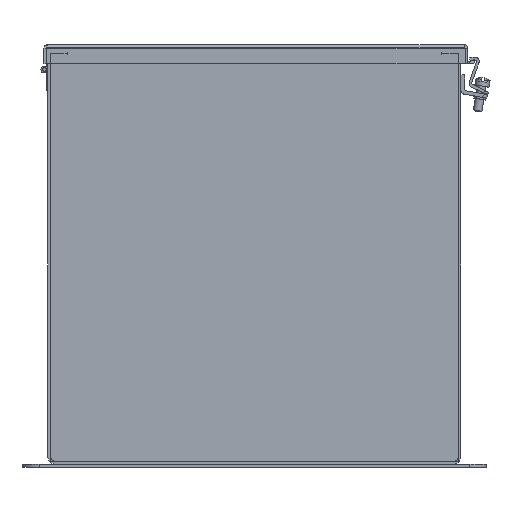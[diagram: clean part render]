
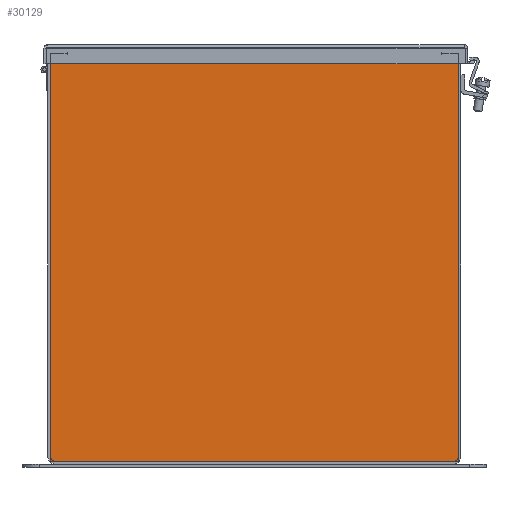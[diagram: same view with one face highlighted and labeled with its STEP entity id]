
A CAD part, left-side view. The second image highlights one B-rep face of the part: STEP entity #30129.
In plain terms, the highlighted planar face has unit normal (-1, 0, 0).
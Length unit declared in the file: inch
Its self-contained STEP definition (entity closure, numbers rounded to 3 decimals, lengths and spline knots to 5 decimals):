
#631 = ORIENTED_EDGE ( 'NONE', *, *, #36962, .T. ) ;
#760 = ORIENTED_EDGE ( 'NONE', *, *, #7501, .F. ) ;
#1017 = EDGE_LOOP ( 'NONE', ( #631, #13705, #13999, #8203, #7077, #44032, #4736, #23807, #760, #8941, #9237, #38691 ) ) ;
#1148 = VERTEX_POINT ( 'NONE', #2337 ) ;
#1437 = VERTEX_POINT ( 'NONE', #24430 ) ;
#1614 = EDGE_CURVE ( 'NONE', #1148, #14507, #33274, .T. ) ;
#1695 = DIRECTION ( 'NONE',  ( 0., 0., -1. ) ) ;
#2111 = CARTESIAN_POINT ( 'NONE',  ( -1.70918, 10.67475, 3.89604 ) ) ;
#2337 = CARTESIAN_POINT ( 'NONE',  ( -1.70918, -0.69125, 9.79059 ) ) ;
#2929 = CARTESIAN_POINT ( 'NONE',  ( -1.70918, 10.18875, 9.79059 ) ) ;
#2938 = CARTESIAN_POINT ( 'NONE',  ( -1.70918, -0.69145, 9.82204 ) ) ;
#3700 = CARTESIAN_POINT ( 'NONE',  ( -1.70918, 4.74875, 9.79079 ) ) ;
#3702 = LINE ( 'NONE', #7067, #20912 ) ;
#3979 = DIRECTION ( 'NONE',  ( 0., 1., 0. ) ) ;
#4140 = PLANE ( 'NONE',  #30650 ) ;
#4736 = ORIENTED_EDGE ( 'NONE', *, *, #29322, .F. ) ;
#6181 = EDGE_CURVE ( 'NONE', #1437, #36430, #46063, .T. ) ;
#6833 = LINE ( 'NONE', #2938, #10972 ) ;
#7067 = CARTESIAN_POINT ( 'NONE',  ( -1.70918, -0.69145, 9.79059 ) ) ;
#7077 = ORIENTED_EDGE ( 'NONE', *, *, #18678, .T. ) ;
#7088 = LINE ( 'NONE', #22997, #38304 ) ;
#7472 = VERTEX_POINT ( 'NONE', #2929 ) ;
#7501 = EDGE_CURVE ( 'NONE', #36430, #28004, #7088, .T. ) ;
#8048 = FACE_OUTER_BOUND ( 'NONE', #1017, .T. ) ;
#8203 = ORIENTED_EDGE ( 'NONE', *, *, #39210, .T. ) ;
#8470 = VERTEX_POINT ( 'NONE', #14077 ) ;
#8627 = VERTEX_POINT ( 'NONE', #24271 ) ;
#8941 = ORIENTED_EDGE ( 'NONE', *, *, #6181, .F. ) ;
#9150 = VERTEX_POINT ( 'NONE', #23844 ) ;
#9237 = ORIENTED_EDGE ( 'NONE', *, *, #34684, .F. ) ;
#10972 = VECTOR ( 'NONE', #18845, 39.37008 ) ;
#13607 = VECTOR ( 'NONE', #14328, 39.37008 ) ;
#13705 = ORIENTED_EDGE ( 'NONE', *, *, #1614, .T. ) ;
#13999 = ORIENTED_EDGE ( 'NONE', *, *, #50170, .F. ) ;
#14044 = LINE ( 'NONE', #2111, #18109 ) ;
#14077 = CARTESIAN_POINT ( 'NONE',  ( -1.70918, -0.69145, 9.79059 ) ) ;
#14328 = DIRECTION ( 'NONE',  ( 0., -1., 0. ) ) ;
#14507 = VERTEX_POINT ( 'NONE', #27162 ) ;
#14604 = LINE ( 'NONE', #31055, #41087 ) ;
#14614 = LINE ( 'NONE', #51194, #13607 ) ;
#15261 = VECTOR ( 'NONE', #39762, 39.37008 ) ;
#15694 = LINE ( 'NONE', #23829, #15261 ) ;
#17578 = CARTESIAN_POINT ( 'NONE',  ( -1.70918, -0.69125, 9.79059 ) ) ;
#18100 = CARTESIAN_POINT ( 'NONE',  ( -1.70918, -1.17725, 3.89604 ) ) ;
#18109 = VECTOR ( 'NONE', #22401, 39.37008 ) ;
#18678 = EDGE_CURVE ( 'NONE', #7472, #49144, #14604, .T. ) ;
#18845 = DIRECTION ( 'NONE',  ( 0., 0., -1. ) ) ;
#19726 = CARTESIAN_POINT ( 'NONE',  ( -1.70918, 10.67475, -2.02996 ) ) ;
#20912 = VECTOR ( 'NONE', #47816, 39.37008 ) ;
#21667 = VECTOR ( 'NONE', #23211, 39.37008 ) ;
#22401 = DIRECTION ( 'NONE',  ( 0., 0., 1. ) ) ;
#22997 = CARTESIAN_POINT ( 'NONE',  ( -1.70918, 4.74875, -2.02996 ) ) ;
#23131 = EDGE_CURVE ( 'NONE', #9150, #8470, #6833, .T. ) ;
#23211 = DIRECTION ( 'NONE',  ( 0., 0., 1. ) ) ;
#23277 = CARTESIAN_POINT ( 'NONE',  ( -1.70918, 10.18875, 9.79079 ) ) ;
#23807 = ORIENTED_EDGE ( 'NONE', *, *, #30646, .F. ) ;
#23829 = CARTESIAN_POINT ( 'NONE',  ( -1.70918, 10.18875, 9.82204 ) ) ;
#23844 = CARTESIAN_POINT ( 'NONE',  ( -1.70918, -0.69145, 9.82204 ) ) ;
#24271 = CARTESIAN_POINT ( 'NONE',  ( -1.70918, 10.67475, 9.82204 ) ) ;
#24430 = CARTESIAN_POINT ( 'NONE',  ( -1.70918, -1.17725, 9.82204 ) ) ;
#24537 = CARTESIAN_POINT ( 'NONE',  ( -1.70918, 4.74875, 9.82204 ) ) ;
#26264 = EDGE_CURVE ( 'NONE', #49144, #26423, #27159, .T. ) ;
#26423 = VERTEX_POINT ( 'NONE', #49067 ) ;
#27159 = LINE ( 'NONE', #43344, #21667 ) ;
#27162 = CARTESIAN_POINT ( 'NONE',  ( -1.70918, -0.69125, 9.79079 ) ) ;
#28004 = VERTEX_POINT ( 'NONE', #19726 ) ;
#28689 = DIRECTION ( 'NONE',  ( 0., 1., 0. ) ) ;
#29095 = VERTEX_POINT ( 'NONE', #23277 ) ;
#29322 = EDGE_CURVE ( 'NONE', #8627, #26423, #35515, .T. ) ;
#30129 = ADVANCED_FACE ( 'NONE', ( #8048 ), #4140, .F. ) ;
#30646 = EDGE_CURVE ( 'NONE', #28004, #8627, #14044, .T. ) ;
#30650 = AXIS2_PLACEMENT_3D ( 'NONE', #45590, #41421, #28689 ) ;
#30791 = DIRECTION ( 'NONE',  ( 0., 1., 0. ) ) ;
#31055 = CARTESIAN_POINT ( 'NONE',  ( -1.70918, 10.18875, 9.79059 ) ) ;
#31355 = DIRECTION ( 'NONE',  ( 0., -1., 0. ) ) ;
#32557 = VECTOR ( 'NONE', #49208, 39.37008 ) ;
#33274 = LINE ( 'NONE', #17578, #32557 ) ;
#34684 = EDGE_CURVE ( 'NONE', #9150, #1437, #14614, .T. ) ;
#35515 = LINE ( 'NONE', #24537, #45409 ) ;
#36430 = VERTEX_POINT ( 'NONE', #51080 ) ;
#36962 = EDGE_CURVE ( 'NONE', #8470, #1148, #3702, .T. ) ;
#38304 = VECTOR ( 'NONE', #3979, 39.37008 ) ;
#38682 = LINE ( 'NONE', #3700, #47865 ) ;
#38691 = ORIENTED_EDGE ( 'NONE', *, *, #23131, .T. ) ;
#39158 = VECTOR ( 'NONE', #1695, 39.37008 ) ;
#39210 = EDGE_CURVE ( 'NONE', #29095, #7472, #15694, .T. ) ;
#39437 = DIRECTION ( 'NONE',  ( 0., -1., 0. ) ) ;
#39762 = DIRECTION ( 'NONE',  ( 0., 0., -1. ) ) ;
#41087 = VECTOR ( 'NONE', #30791, 39.37008 ) ;
#41421 = DIRECTION ( 'NONE',  ( 1., 0., 0. ) ) ;
#43344 = CARTESIAN_POINT ( 'NONE',  ( -1.70918, 10.18895, 9.79059 ) ) ;
#44032 = ORIENTED_EDGE ( 'NONE', *, *, #26264, .T. ) ;
#45409 = VECTOR ( 'NONE', #39437, 39.37008 ) ;
#45590 = CARTESIAN_POINT ( 'NONE',  ( -1.70918, 4.74875, 3.89604 ) ) ;
#46063 = LINE ( 'NONE', #18100, #39158 ) ;
#46099 = CARTESIAN_POINT ( 'NONE',  ( -1.70918, 10.18895, 9.79059 ) ) ;
#47816 = DIRECTION ( 'NONE',  ( 0., 1., 0. ) ) ;
#47865 = VECTOR ( 'NONE', #31355, 39.37008 ) ;
#49067 = CARTESIAN_POINT ( 'NONE',  ( -1.70918, 10.18895, 9.82204 ) ) ;
#49144 = VERTEX_POINT ( 'NONE', #46099 ) ;
#49208 = DIRECTION ( 'NONE',  ( 0., 0., 1. ) ) ;
#50170 = EDGE_CURVE ( 'NONE', #29095, #14507, #38682, .T. ) ;
#51080 = CARTESIAN_POINT ( 'NONE',  ( -1.70918, -1.17725, -2.02996 ) ) ;
#51194 = CARTESIAN_POINT ( 'NONE',  ( -1.70918, 4.74875, 9.82204 ) ) ;
